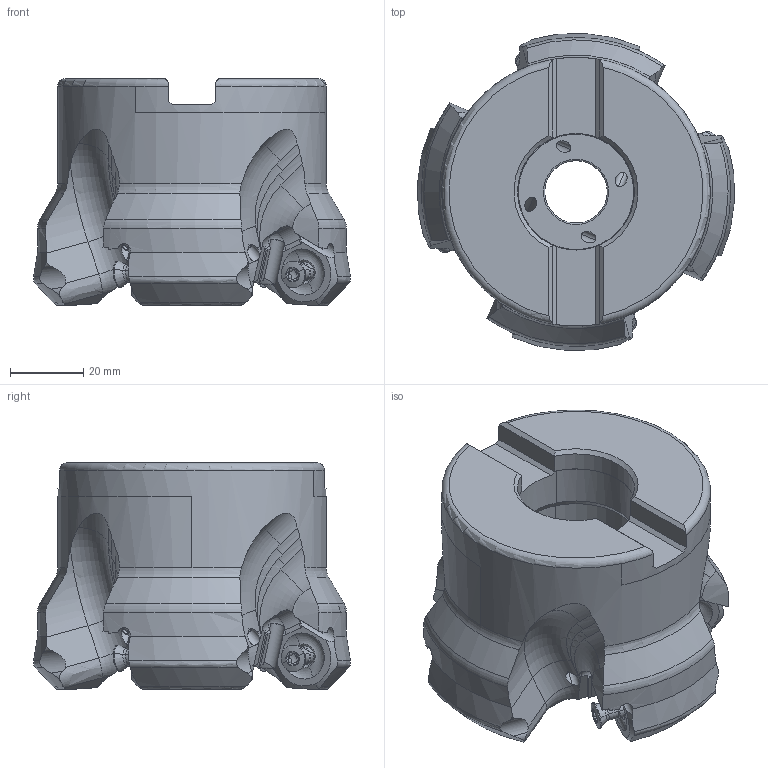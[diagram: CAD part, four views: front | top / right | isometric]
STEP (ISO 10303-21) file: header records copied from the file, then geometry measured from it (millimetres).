
FILE_DESCRIPTION((''),'2;1');
FILE_NAME('AHX640SUR0304DA_ASM','2021-08-20T13:20:24',('tlyw01'),('PTC Japan'),'CREO PARAMETRIC BY PTC INC, 2018500','CREO PARAMETRIC BY PTC INC, 2018500','');
FILE_SCHEMA(('AUTOMOTIVE_DESIGN { 1 0 10303 214 1 1 1 1 }'));
Length unit declared in the file: millimetre
Products named in the file (6): AHX640SUR0304DA_1; AHX640SUR0304DA_2; AHX640SUR0304DA_3; AHX640SUR0304DA_4; AHX640SUR0304DA_5; AHX640SUR0304DA_ASM
Assembly tree (5 placements, depth 2):
  AHX640SUR0304DA_ASM
    AHX640SUR0304DA_1
    AHX640SUR0304DA_2
    AHX640SUR0304DA_3
    AHX640SUR0304DA_4
    AHX640SUR0304DA_5
Bounding box: 86.29 x 86.29 x 61.71 mm (x, y, z)
Volume: 190659 mm3; surface area: 33031.8 mm2
Topology: 5 solids, 5 shells, 536 faces, 1624 edges, 1075 vertices
Faces by surface type: cylinder 224, plane 101, cone 100, torus 67, sphere 28, revolution 8, bspline 8
Entity records: 29970 total; most frequent: CARTESIAN_POINT 12524, ORIENTED_EDGE 3184, DIRECTION 2324, EDGE_CURVE 1592, VERTEX_POINT 1075, AXIS2_PLACEMENT_3D 979, B_SPLINE_CURVE_WITH_KNOTS 798, EDGE_LOOP 555
